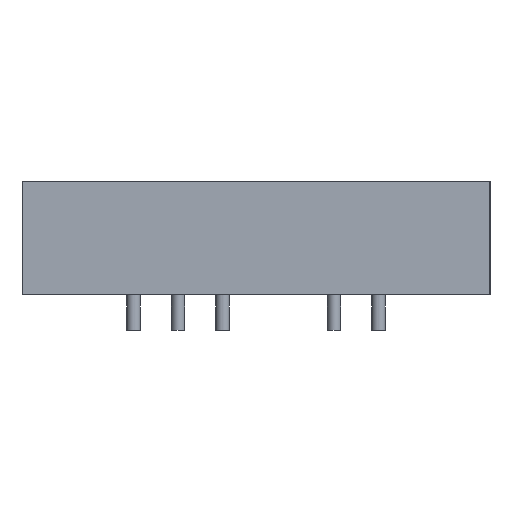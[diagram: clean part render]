
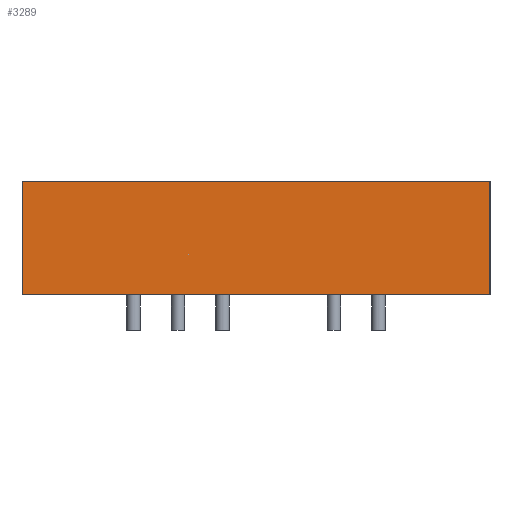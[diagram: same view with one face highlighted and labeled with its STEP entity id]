
A CAD part, left-side view. The second image highlights one B-rep face of the part: STEP entity #3289.
In plain terms, the highlighted planar face has unit normal (-1, 0, 0).
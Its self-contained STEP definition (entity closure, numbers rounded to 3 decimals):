
#3289=ADVANCED_FACE('',(#6126),#6128,.T.);
#6126=FACE_BOUND('',#6127,.T.);
#6127=EDGE_LOOP('',(#8208,#8209,#8210,#8211));
#6128=PLANE('',#6129);
#6129=AXIS2_PLACEMENT_3D('',#6130,#6131,#6132);
#6130=CARTESIAN_POINT('',(0.,52.5,0.));
#6131=DIRECTION('',(-1.,0.,0.));
#6132=DIRECTION('',(0.,-1.,0.));
#8208=ORIENTED_EDGE('',*,*,#9697,.T.);
#8209=ORIENTED_EDGE('',*,*,#9698,.T.);
#8210=ORIENTED_EDGE('',*,*,#8722,.F.);
#8211=ORIENTED_EDGE('',*,*,#9696,.F.);
#8722=EDGE_CURVE('',#9913,#9915,#9916,.T.);
#9696=EDGE_CURVE('',#11507,#9913,#11509,.T.);
#9697=EDGE_CURVE('',#11507,#11510,#11511,.T.);
#9698=EDGE_CURVE('',#11510,#9915,#11512,.T.);
#9913=VERTEX_POINT('',#12005);
#9915=VERTEX_POINT('',#12009);
#9916=LINE('',#12010,#12011);
#11507=VERTEX_POINT('',#16017);
#11509=LINE('',#16021,#16022);
#11510=VERTEX_POINT('',#16024);
#11511=LINE('',#16025,#16026);
#11512=LINE('',#16028,#16029);
#12005=CARTESIAN_POINT('',(0.,52.5,12.7));
#12009=CARTESIAN_POINT('',(0.,0.,12.7));
#12010=CARTESIAN_POINT('',(0.,52.5,12.7));
#12011=VECTOR('',#12012,1.);
#12012=DIRECTION('',(0.,-1.,0.));
#16017=CARTESIAN_POINT('',(0.,52.5,0.));
#16021=CARTESIAN_POINT('',(0.,52.5,0.));
#16022=VECTOR('',#16023,1.);
#16023=DIRECTION('',(0.,0.,1.));
#16024=CARTESIAN_POINT('',(0.,0.,0.));
#16025=CARTESIAN_POINT('',(0.,52.5,0.));
#16026=VECTOR('',#16027,1.);
#16027=DIRECTION('',(0.,-1.,0.));
#16028=CARTESIAN_POINT('',(0.,0.,0.));
#16029=VECTOR('',#16030,1.);
#16030=DIRECTION('',(0.,0.,1.));
